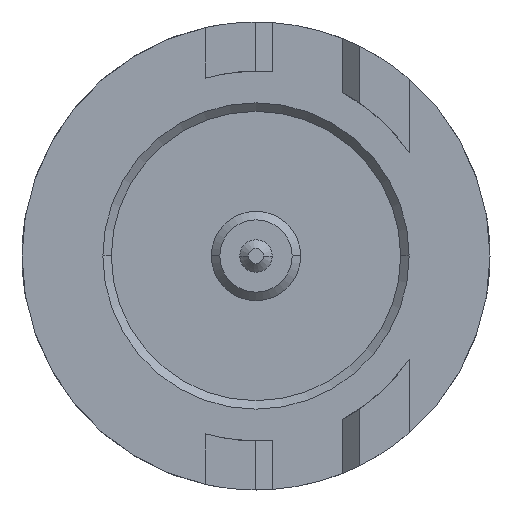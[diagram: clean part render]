
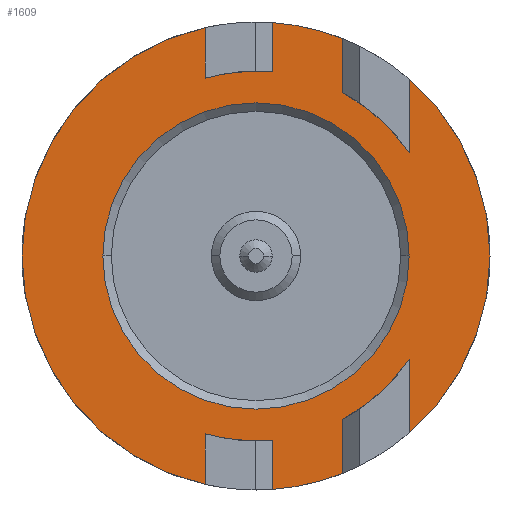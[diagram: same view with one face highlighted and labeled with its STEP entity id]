
A CAD part, front view. The second image highlights one B-rep face of the part: STEP entity #1609.
In plain terms, the highlighted planar face has unit normal (0, -1, 0).
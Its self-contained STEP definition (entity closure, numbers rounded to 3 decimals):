
#468=CARTESIAN_POINT('',(0.,4.57,0.));
#469=DIRECTION('',(0.,-1.,0.));
#470=DIRECTION('',(0.369,0.,0.929));
#471=AXIS2_PLACEMENT_3D('',#468,#469,#470);
#491=CARTESIAN_POINT('',(0.,4.57,0.));
#492=DIRECTION('',(0.,-1.,0.));
#493=DIRECTION('',(-0.216,0.,0.976));
#494=AXIS2_PLACEMENT_3D('',#491,#492,#493);
#496=CARTESIAN_POINT('',(0.,4.57,0.));
#497=DIRECTION('',(0.,-1.,0.));
#498=DIRECTION('',(1.,0.,0.));
#499=AXIS2_PLACEMENT_3D('',#496,#497,#498);
#602=CARTESIAN_POINT('',(0.,4.57,0.));
#603=DIRECTION('',(0.,-1.,0.));
#604=DIRECTION('',(0.655,0.,-0.756));
#605=AXIS2_PLACEMENT_3D('',#602,#603,#604);
#615=CARTESIAN_POINT('',(0.,4.57,0.));
#616=DIRECTION('',(0.,-1.,0.));
#617=DIRECTION('',(-1.,0.,0.));
#618=AXIS2_PLACEMENT_3D('',#615,#616,#617);
#638=CARTESIAN_POINT('',(0.,4.57,0.));
#639=DIRECTION('',(0.,-1.,0.));
#640=DIRECTION('',(0.069,0.,-0.998));
#641=AXIS2_PLACEMENT_3D('',#638,#639,#640);
#647=CARTESIAN_POINT('',(0.,4.57,0.));
#648=DIRECTION('',(0.,1.,0.));
#649=DIRECTION('',(0.829,0.,-0.56));
#650=AXIS2_PLACEMENT_3D('',#647,#648,#649);
#652=DIRECTION('',(0.,0.,1.));
#653=VECTOR('',#652,1.27);
#654=CARTESIAN_POINT('',(2.03,4.57,-5.112));
#655=LINE('',#654,#653);
#656=DIRECTION('',(0.,0.,-1.));
#657=VECTOR('',#656,1.159);
#658=CARTESIAN_POINT('',(0.38,4.57,-4.328));
#659=LINE('',#658,#657);
#660=CARTESIAN_POINT('',(0.,4.57,0.));
#661=DIRECTION('',(0.,1.,0.));
#662=DIRECTION('',(0.087,0.,-0.996));
#663=AXIS2_PLACEMENT_3D('',#660,#661,#662);
#665=DIRECTION('',(0.,0.,1.));
#666=VECTOR('',#665,1.191);
#667=CARTESIAN_POINT('',(-1.19,4.57,-5.37));
#668=LINE('',#667,#666);
#669=DIRECTION('',(0.,0.,1.));
#670=VECTOR('',#669,1.191);
#671=CARTESIAN_POINT('',(-1.19,4.57,4.179));
#672=LINE('',#671,#670);
#673=CARTESIAN_POINT('',(0.,4.57,0.));
#674=DIRECTION('',(0.,-1.,0.));
#675=DIRECTION('',(0.087,0.,0.996));
#676=AXIS2_PLACEMENT_3D('',#673,#674,#675);
#678=DIRECTION('',(0.,0.,-1.));
#679=VECTOR('',#678,1.159);
#680=CARTESIAN_POINT('',(0.38,4.57,5.487));
#681=LINE('',#680,#679);
#682=DIRECTION('',(0.,0.,1.));
#683=VECTOR('',#682,1.27);
#684=CARTESIAN_POINT('',(2.03,4.57,3.842));
#685=LINE('',#684,#683);
#686=CARTESIAN_POINT('',(0.,4.57,0.));
#687=DIRECTION('',(0.,-1.,0.));
#688=DIRECTION('',(0.829,0.,0.56));
#689=AXIS2_PLACEMENT_3D('',#686,#687,#688);
#691=DIRECTION('',(0.,0.,-1.));
#692=VECTOR('',#691,1.725);
#693=CARTESIAN_POINT('',(3.6,4.57,4.158));
#694=LINE('',#693,#692);
#695=DIRECTION('',(0.,0.,-1.));
#696=VECTOR('',#695,1.725);
#697=CARTESIAN_POINT('',(3.6,4.57,-2.433));
#698=LINE('',#697,#696);
#699=CARTESIAN_POINT('',(0.,4.57,0.));
#700=DIRECTION('',(0.,-1.,0.));
#701=DIRECTION('',(-1.,0.,0.));
#702=AXIS2_PLACEMENT_3D('',#699,#700,#701);
#704=CARTESIAN_POINT('',(0.,4.57,0.));
#705=DIRECTION('',(0.,-1.,0.));
#706=DIRECTION('',(1.,0.,0.));
#707=AXIS2_PLACEMENT_3D('',#704,#705,#706);
#933=CARTESIAN_POINT('',(5.5,4.57,0.));
#934=CARTESIAN_POINT('',(3.6,4.57,4.158));
#935=VERTEX_POINT('',#933);
#936=VERTEX_POINT('',#934);
#937=CARTESIAN_POINT('',(2.03,4.57,5.112));
#938=CARTESIAN_POINT('',(0.38,4.57,5.487));
#939=VERTEX_POINT('',#937);
#940=VERTEX_POINT('',#938);
#941=CARTESIAN_POINT('',(-1.19,4.57,5.37));
#942=CARTESIAN_POINT('',(-5.5,4.57,0.));
#943=VERTEX_POINT('',#941);
#944=VERTEX_POINT('',#942);
#945=CARTESIAN_POINT('',(-1.19,4.57,-5.37));
#946=VERTEX_POINT('',#945);
#947=CARTESIAN_POINT('',(0.38,4.57,-5.487));
#948=CARTESIAN_POINT('',(2.03,4.57,-5.112));
#949=VERTEX_POINT('',#947);
#950=VERTEX_POINT('',#948);
#951=CARTESIAN_POINT('',(3.6,4.57,-4.158));
#952=VERTEX_POINT('',#951);
#953=CARTESIAN_POINT('',(-1.19,4.57,4.179));
#954=VERTEX_POINT('',#953);
#955=CARTESIAN_POINT('',(3.6,4.57,2.433));
#956=VERTEX_POINT('',#955);
#957=CARTESIAN_POINT('',(-1.19,4.57,-4.179));
#958=VERTEX_POINT('',#957);
#959=CARTESIAN_POINT('',(3.6,4.57,-2.433));
#960=VERTEX_POINT('',#959);
#961=CARTESIAN_POINT('',(2.03,4.57,3.842));
#962=VERTEX_POINT('',#961);
#963=CARTESIAN_POINT('',(0.38,4.57,4.328));
#964=VERTEX_POINT('',#963);
#965=CARTESIAN_POINT('',(2.03,4.57,-3.842));
#966=VERTEX_POINT('',#965);
#967=CARTESIAN_POINT('',(0.38,4.57,-4.328));
#968=VERTEX_POINT('',#967);
#993=CARTESIAN_POINT('',(-3.6,4.57,0.));
#994=CARTESIAN_POINT('',(3.6,4.57,0.));
#995=VERTEX_POINT('',#993);
#996=VERTEX_POINT('',#994);
#1570=CARTESIAN_POINT('',(0.,4.57,0.));
#1571=DIRECTION('',(0.,-1.,0.));
#1572=DIRECTION('',(-1.,0.,0.));
#1573=AXIS2_PLACEMENT_3D('',#1570,#1571,#1572);
#1574=PLANE('',#1573);
#1576=ORIENTED_EDGE('',*,*,#1575,.T.);
#1578=ORIENTED_EDGE('',*,*,#1577,.F.);
#1579=ORIENTED_EDGE('',*,*,#1536,.F.);
#1581=ORIENTED_EDGE('',*,*,#1580,.F.);
#1583=ORIENTED_EDGE('',*,*,#1582,.T.);
#1585=ORIENTED_EDGE('',*,*,#1584,.F.);
#1586=ORIENTED_EDGE('',*,*,#1527,.F.);
#1587=ORIENTED_EDGE('',*,*,#1373,.F.);
#1589=ORIENTED_EDGE('',*,*,#1588,.F.);
#1590=ORIENTED_EDGE('',*,*,#1430,.F.);
#1592=ORIENTED_EDGE('',*,*,#1591,.F.);
#1593=ORIENTED_EDGE('',*,*,#1363,.F.);
#1595=ORIENTED_EDGE('',*,*,#1594,.F.);
#1596=ORIENTED_EDGE('',*,*,#1414,.F.);
#1597=ORIENTED_EDGE('',*,*,#1550,.F.);
#1598=ORIENTED_EDGE('',*,*,#1380,.F.);
#1599=ORIENTED_EDGE('',*,*,#1522,.F.);
#1600=ORIENTED_EDGE('',*,*,#1564,.F.);
#1601=EDGE_LOOP('',(#1576,#1578,#1579,#1581,#1583,#1585,#1586,#1587,#1589,#1590,
#1592,#1593,#1595,#1596,#1597,#1598,#1599,#1600));
#1602=FACE_OUTER_BOUND('',#1601,.F.);
#1604=ORIENTED_EDGE('',*,*,#1603,.T.);
#1606=ORIENTED_EDGE('',*,*,#1605,.T.);
#1607=EDGE_LOOP('',(#1604,#1606));
#1608=FACE_BOUND('',#1607,.F.);
#472=CIRCLE('',#471,5.5);
#495=CIRCLE('',#494,5.5);
#500=CIRCLE('',#499,5.5);
#606=CIRCLE('',#605,5.5);
#619=CIRCLE('',#618,5.5);
#642=CIRCLE('',#641,5.5);
#651=CIRCLE('',#650,4.345);
#664=CIRCLE('',#663,4.345);
#677=CIRCLE('',#676,4.345);
#690=CIRCLE('',#689,4.345);
#703=CIRCLE('',#702,3.6);
#708=CIRCLE('',#707,3.6);
#1363=EDGE_CURVE('',#939,#940,#472,.T.);
#1373=EDGE_CURVE('',#943,#944,#495,.T.);
#1380=EDGE_CURVE('',#935,#936,#500,.T.);
#1414=EDGE_CURVE('',#956,#962,#690,.T.);
#1430=EDGE_CURVE('',#964,#954,#677,.T.);
#1522=EDGE_CURVE('',#952,#935,#606,.T.);
#1527=EDGE_CURVE('',#944,#946,#619,.T.);
#1536=EDGE_CURVE('',#949,#950,#642,.T.);
#1550=EDGE_CURVE('',#936,#956,#694,.T.);
#1564=EDGE_CURVE('',#960,#952,#698,.T.);
#1575=EDGE_CURVE('',#960,#966,#651,.T.);
#1577=EDGE_CURVE('',#950,#966,#655,.T.);
#1580=EDGE_CURVE('',#968,#949,#659,.T.);
#1582=EDGE_CURVE('',#968,#958,#664,.T.);
#1584=EDGE_CURVE('',#946,#958,#668,.T.);
#1588=EDGE_CURVE('',#954,#943,#672,.T.);
#1591=EDGE_CURVE('',#940,#964,#681,.T.);
#1594=EDGE_CURVE('',#962,#939,#685,.T.);
#1603=EDGE_CURVE('',#995,#996,#703,.T.);
#1605=EDGE_CURVE('',#996,#995,#708,.T.);
#1609=ADVANCED_FACE('',(#1602,#1608),#1574,.T.);
